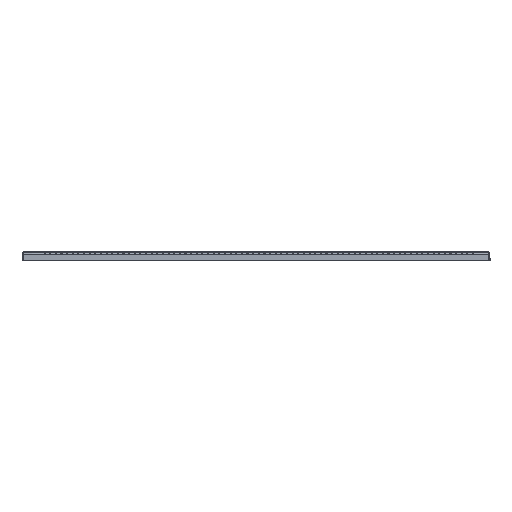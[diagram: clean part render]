
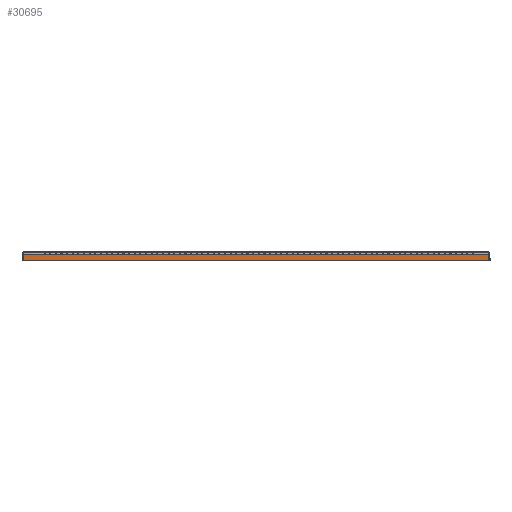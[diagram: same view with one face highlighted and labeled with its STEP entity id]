
A CAD part, left-side view. The second image highlights one B-rep face of the part: STEP entity #30695.
In plain terms, the highlighted planar face has unit normal (-1, 0, 0).
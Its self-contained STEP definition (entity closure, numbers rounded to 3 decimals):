
#854 = LINE ( 'NONE', #10608, #4748 ) ;
#1548 = DIRECTION ( 'NONE',  ( 0., 0., -1. ) ) ;
#1772 = ORIENTED_EDGE ( 'NONE', *, *, #22589, .F. ) ;
#2247 = VERTEX_POINT ( 'NONE', #22566 ) ;
#2687 = VERTEX_POINT ( 'NONE', #17800 ) ;
#3206 = DIRECTION ( 'NONE',  ( 0., 0., -1. ) ) ;
#3558 = CARTESIAN_POINT ( 'NONE',  ( -415., -412.929, -14.5 ) ) ;
#3935 = EDGE_CURVE ( 'NONE', #16607, #11314, #11785, .T. ) ;
#4142 = PLANE ( 'NONE',  #12677 ) ;
#4492 = VECTOR ( 'NONE', #14777, 1000. ) ;
#4748 = VECTOR ( 'NONE', #3206, 1000. ) ;
#5575 = DIRECTION ( 'NONE',  ( -1., 0., 0. ) ) ;
#5790 = VERTEX_POINT ( 'NONE', #6479 ) ;
#6479 = CARTESIAN_POINT ( 'NONE',  ( -415., 412.429, -15. ) ) ;
#6795 = AXIS2_PLACEMENT_3D ( 'NONE', #25633, #13117, #23210 ) ;
#8908 = CARTESIAN_POINT ( 'NONE',  ( -415., -412.429, -15. ) ) ;
#9051 = ORIENTED_EDGE ( 'NONE', *, *, #23129, .T. ) ;
#9569 = LINE ( 'NONE', #12286, #4492 ) ;
#9704 = EDGE_CURVE ( 'NONE', #5790, #16607, #9918, .T. ) ;
#9918 = LINE ( 'NONE', #25844, #24037 ) ;
#9995 = DIRECTION ( 'NONE',  ( 0., -1., 0. ) ) ;
#10042 = ORIENTED_EDGE ( 'NONE', *, *, #9704, .T. ) ;
#10608 = CARTESIAN_POINT ( 'NONE',  ( -415., -412.929, -4. ) ) ;
#11314 = VERTEX_POINT ( 'NONE', #3558 ) ;
#11689 = EDGE_CURVE ( 'NONE', #2687, #11314, #854, .T. ) ;
#11785 = CIRCLE ( 'NONE', #25225, 0.5 ) ;
#12286 = CARTESIAN_POINT ( 'NONE',  ( -415., 412.929, -4. ) ) ;
#12677 = AXIS2_PLACEMENT_3D ( 'NONE', #19213, #26595, #1548 ) ;
#13117 = DIRECTION ( 'NONE',  ( -1., 0., 0. ) ) ;
#13331 = FACE_OUTER_BOUND ( 'NONE', #31993, .T. ) ;
#14381 = ORIENTED_EDGE ( 'NONE', *, *, #3935, .T. ) ;
#14777 = DIRECTION ( 'NONE',  ( 0., 0., -1. ) ) ;
#16527 = LINE ( 'NONE', #24994, #25949 ) ;
#16607 = VERTEX_POINT ( 'NONE', #8908 ) ;
#17800 = CARTESIAN_POINT ( 'NONE',  ( -415., -412.929, -4. ) ) ;
#19213 = CARTESIAN_POINT ( 'NONE',  ( -415., 0., 0. ) ) ;
#20725 = EDGE_CURVE ( 'NONE', #32498, #2247, #9569, .T. ) ;
#22443 = ORIENTED_EDGE ( 'NONE', *, *, #20725, .T. ) ;
#22566 = CARTESIAN_POINT ( 'NONE',  ( -415., 412.929, -14.5 ) ) ;
#22589 = EDGE_CURVE ( 'NONE', #32498, #2687, #16527, .T. ) ;
#23083 = CARTESIAN_POINT ( 'NONE',  ( -415., -412.429, -14.5 ) ) ;
#23129 = EDGE_CURVE ( 'NONE', #2247, #5790, #27928, .T. ) ;
#23210 = DIRECTION ( 'NONE',  ( 0., 0., -1. ) ) ;
#23589 = CARTESIAN_POINT ( 'NONE',  ( -415., 412.929, -4. ) ) ;
#23802 = ORIENTED_EDGE ( 'NONE', *, *, #11689, .F. ) ;
#24037 = VECTOR ( 'NONE', #30888, 1000. ) ;
#24994 = CARTESIAN_POINT ( 'NONE',  ( -415., -415., -4. ) ) ;
#25225 = AXIS2_PLACEMENT_3D ( 'NONE', #23083, #5575, #30335 ) ;
#25633 = CARTESIAN_POINT ( 'NONE',  ( -415., 412.429, -14.5 ) ) ;
#25844 = CARTESIAN_POINT ( 'NONE',  ( -415., 0., -15. ) ) ;
#25949 = VECTOR ( 'NONE', #9995, 1000. ) ;
#26595 = DIRECTION ( 'NONE',  ( 1., 0., 0. ) ) ;
#27928 = CIRCLE ( 'NONE', #6795, 0.5 ) ;
#30335 = DIRECTION ( 'NONE',  ( 0., 0., -1. ) ) ;
#30695 = ADVANCED_FACE ( 'NONE', ( #13331 ), #4142, .F. ) ;
#30888 = DIRECTION ( 'NONE',  ( 0., -1., 0. ) ) ;
#31993 = EDGE_LOOP ( 'NONE', ( #22443, #9051, #10042, #14381, #23802, #1772 ) ) ;
#32498 = VERTEX_POINT ( 'NONE', #23589 ) ;
